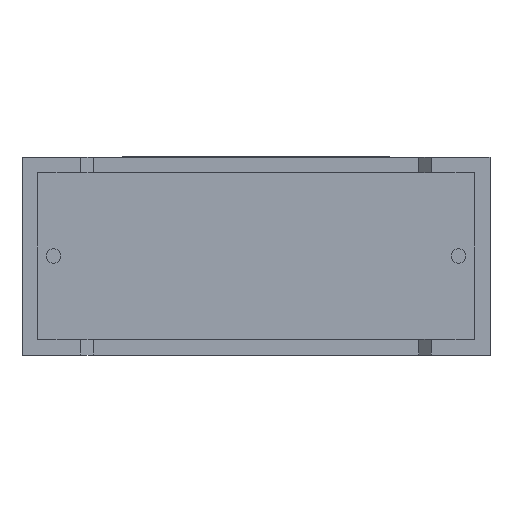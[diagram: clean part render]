
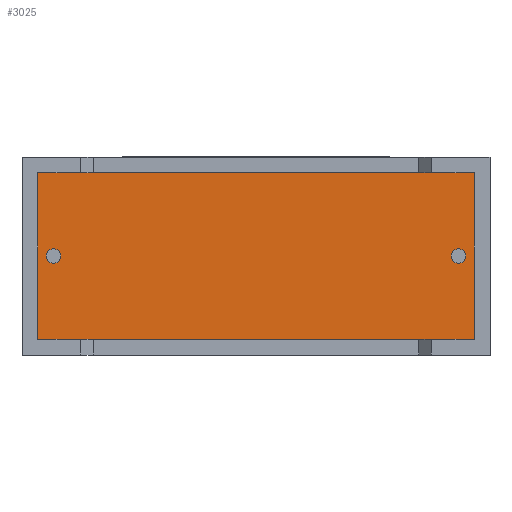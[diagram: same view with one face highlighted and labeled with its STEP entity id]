
A CAD part, front view. The second image highlights one B-rep face of the part: STEP entity #3025.
In plain terms, the highlighted planar face has unit normal (0, -1, 0).
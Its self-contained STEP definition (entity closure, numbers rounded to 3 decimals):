
#50 = FACE_BOUND ( 'NONE', #430, .T. ) ;
#77 = EDGE_CURVE ( 'NONE', #1748, #2508, #1503, .T. ) ;
#100 = EDGE_CURVE ( 'NONE', #2508, #1748, #371, .T. ) ;
#159 = CARTESIAN_POINT ( 'NONE',  ( 1.75, 0.75, 5.5 ) ) ;
#267 = ORIENTED_EDGE ( 'NONE', *, *, #2007, .T. ) ;
#294 = CARTESIAN_POINT ( 'NONE',  ( 0.867, 0.75, 10.133 ) ) ;
#320 = EDGE_CURVE ( 'NONE', #2082, #2075, #778, .T. ) ;
#321 = CARTESIAN_POINT ( 'NONE',  ( 0.867, 0.75, 0.867 ) ) ;
#345 = DIRECTION ( 'NONE',  ( 0., 0., -1. ) ) ;
#371 = CIRCLE ( 'NONE', #1214, 0.4 ) ;
#384 = VECTOR ( 'NONE', #1464, 1000. ) ;
#414 = LINE ( 'NONE', #462, #1573 ) ;
#417 = DIRECTION ( 'NONE',  ( 0., -1., 0. ) ) ;
#430 = EDGE_LOOP ( 'NONE', ( #2284, #581 ) ) ;
#462 = CARTESIAN_POINT ( 'NONE',  ( 0.867, 0.75, 10.133 ) ) ;
#535 = ORIENTED_EDGE ( 'NONE', *, *, #77, .F. ) ;
#565 = ORIENTED_EDGE ( 'NONE', *, *, #100, .F. ) ;
#581 = ORIENTED_EDGE ( 'NONE', *, *, #2413, .F. ) ;
#651 = CARTESIAN_POINT ( 'NONE',  ( 1.75, 0.75, 5.1 ) ) ;
#691 = EDGE_LOOP ( 'NONE', ( #565, #535 ) ) ;
#717 = CARTESIAN_POINT ( 'NONE',  ( 25.133, 0.75, 10.133 ) ) ;
#778 = LINE ( 'NONE', #717, #384 ) ;
#803 = DIRECTION ( 'NONE',  ( 0., 0., -1. ) ) ;
#816 = CARTESIAN_POINT ( 'NONE',  ( 24.25, 0.75, 5.5 ) ) ;
#861 = CARTESIAN_POINT ( 'NONE',  ( 0.867, 0.75, 0.867 ) ) ;
#881 = VECTOR ( 'NONE', #2428, 1000. ) ;
#958 = PLANE ( 'NONE',  #1053 ) ;
#1048 = DIRECTION ( 'NONE',  ( 0., -1., 0. ) ) ;
#1053 = AXIS2_PLACEMENT_3D ( 'NONE', #1737, #2672, #803 ) ;
#1097 = EDGE_CURVE ( 'NONE', #2148, #2152, #2233, .T. ) ;
#1106 = CARTESIAN_POINT ( 'NONE',  ( 25.133, 0.75, 0.867 ) ) ;
#1213 = CARTESIAN_POINT ( 'NONE',  ( 1.75, 0.75, 5.9 ) ) ;
#1214 = AXIS2_PLACEMENT_3D ( 'NONE', #816, #2467, #345 ) ;
#1308 = DIRECTION ( 'NONE',  ( 0., 0., -1. ) ) ;
#1330 = CARTESIAN_POINT ( 'NONE',  ( 1.75, 0.75, 5.5 ) ) ;
#1464 = DIRECTION ( 'NONE',  ( -1., 0., 0. ) ) ;
#1503 = CIRCLE ( 'NONE', #1713, 0.4 ) ;
#1529 = VECTOR ( 'NONE', #1536, 1000. ) ;
#1536 = DIRECTION ( 'NONE',  ( 0., 0., 1. ) ) ;
#1562 = DIRECTION ( 'NONE',  ( 0., 0., -1. ) ) ;
#1573 = VECTOR ( 'NONE', #2319, 1000. ) ;
#1613 = EDGE_CURVE ( 'NONE', #2075, #2148, #414, .T. ) ;
#1659 = FACE_BOUND ( 'NONE', #691, .T. ) ;
#1713 = AXIS2_PLACEMENT_3D ( 'NONE', #2270, #1048, #1308 ) ;
#1737 = CARTESIAN_POINT ( 'NONE',  ( 0., 0.75, 0. ) ) ;
#1748 = VERTEX_POINT ( 'NONE', #2139 ) ;
#1935 = VERTEX_POINT ( 'NONE', #651 ) ;
#1991 = CIRCLE ( 'NONE', #2576, 0.4 ) ;
#2007 = EDGE_CURVE ( 'NONE', #2152, #2082, #2219, .T. ) ;
#2030 = ORIENTED_EDGE ( 'NONE', *, *, #320, .T. ) ;
#2075 = VERTEX_POINT ( 'NONE', #294 ) ;
#2082 = VERTEX_POINT ( 'NONE', #2483 ) ;
#2139 = CARTESIAN_POINT ( 'NONE',  ( 24.25, 0.75, 5.1 ) ) ;
#2148 = VERTEX_POINT ( 'NONE', #861 ) ;
#2152 = VERTEX_POINT ( 'NONE', #1106 ) ;
#2200 = CARTESIAN_POINT ( 'NONE',  ( 25.133, 0.75, 0.867 ) ) ;
#2219 = LINE ( 'NONE', #2200, #1529 ) ;
#2233 = LINE ( 'NONE', #321, #881 ) ;
#2270 = CARTESIAN_POINT ( 'NONE',  ( 24.25, 0.75, 5.5 ) ) ;
#2284 = ORIENTED_EDGE ( 'NONE', *, *, #2453, .F. ) ;
#2319 = DIRECTION ( 'NONE',  ( 0., 0., -1. ) ) ;
#2383 = FACE_OUTER_BOUND ( 'NONE', #2949, .T. ) ;
#2413 = EDGE_CURVE ( 'NONE', #1935, #2852, #1991, .T. ) ;
#2428 = DIRECTION ( 'NONE',  ( 1., 0., 0. ) ) ;
#2434 = ORIENTED_EDGE ( 'NONE', *, *, #1097, .T. ) ;
#2453 = EDGE_CURVE ( 'NONE', #2852, #1935, #2824, .T. ) ;
#2467 = DIRECTION ( 'NONE',  ( 0., -1., 0. ) ) ;
#2483 = CARTESIAN_POINT ( 'NONE',  ( 25.133, 0.75, 10.133 ) ) ;
#2508 = VERTEX_POINT ( 'NONE', #2571 ) ;
#2571 = CARTESIAN_POINT ( 'NONE',  ( 24.25, 0.75, 5.9 ) ) ;
#2576 = AXIS2_PLACEMENT_3D ( 'NONE', #159, #417, #1562 ) ;
#2672 = DIRECTION ( 'NONE',  ( 0., -1., 0. ) ) ;
#2824 = CIRCLE ( 'NONE', #2922, 0.4 ) ;
#2852 = VERTEX_POINT ( 'NONE', #1213 ) ;
#2922 = AXIS2_PLACEMENT_3D ( 'NONE', #1330, #3024, #2979 ) ;
#2932 = ORIENTED_EDGE ( 'NONE', *, *, #1613, .T. ) ;
#2949 = EDGE_LOOP ( 'NONE', ( #2932, #2434, #267, #2030 ) ) ;
#2979 = DIRECTION ( 'NONE',  ( 0., 0., -1. ) ) ;
#3024 = DIRECTION ( 'NONE',  ( 0., -1., 0. ) ) ;
#3025 = ADVANCED_FACE ( 'NONE', ( #1659, #2383, #50 ), #958, .T. ) ;
